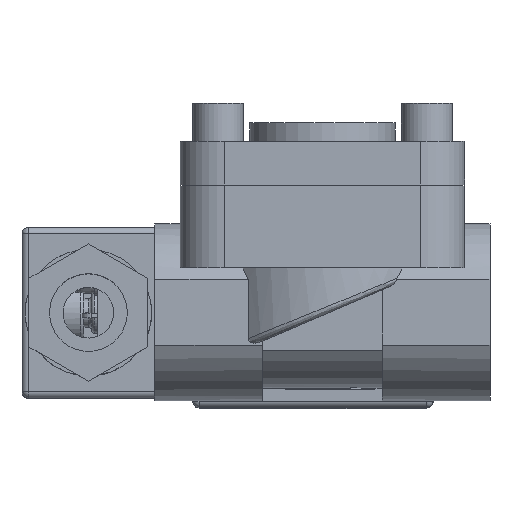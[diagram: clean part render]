
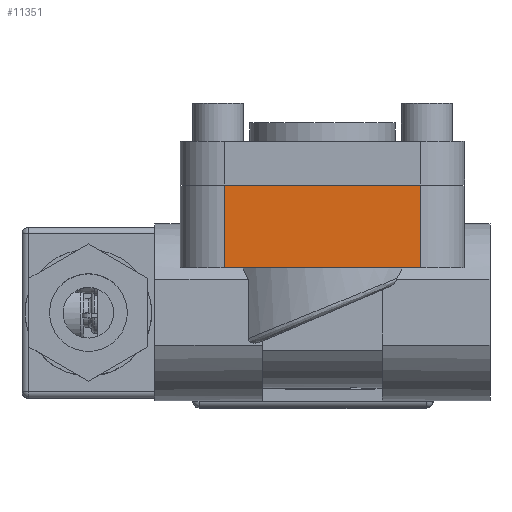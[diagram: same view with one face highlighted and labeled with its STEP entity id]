
A CAD part, top view. The second image highlights one B-rep face of the part: STEP entity #11351.
In plain terms, the highlighted planar face has unit normal (0, 0, 1).
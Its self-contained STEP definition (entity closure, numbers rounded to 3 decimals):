
#660=PLANE('',#12093);
#1101=FACE_OUTER_BOUND('',#1739,.T.);
#1739=EDGE_LOOP('',(#8340,#8341,#8342,#8343));
#2403=LINE('',#16955,#3454);
#2518=LINE('',#17266,#3569);
#2519=LINE('',#17269,#3570);
#2520=LINE('',#17270,#3571);
#3454=VECTOR('',#13371,10.);
#3569=VECTOR('',#13678,10.);
#3570=VECTOR('',#13681,10.);
#3571=VECTOR('',#13682,10.);
#5028=VERTEX_POINT('',#16952);
#5029=VERTEX_POINT('',#16954);
#5129=VERTEX_POINT('',#17264);
#5130=VERTEX_POINT('',#17268);
#6192=EDGE_CURVE('',#5029,#5028,#2403,.T.);
#6342=EDGE_CURVE('',#5028,#5129,#2518,.T.);
#6343=EDGE_CURVE('',#5130,#5129,#2519,.T.);
#6344=EDGE_CURVE('',#5029,#5130,#2520,.T.);
#8340=ORIENTED_EDGE('',*,*,#6192,.T.);
#8341=ORIENTED_EDGE('',*,*,#6342,.T.);
#8342=ORIENTED_EDGE('',*,*,#6343,.F.);
#8343=ORIENTED_EDGE('',*,*,#6344,.F.);
#11351=ADVANCED_FACE('',(#1101),#660,.T.);
#12093=AXIS2_PLACEMENT_3D('',#17267,#13679,#13680);
#13371=DIRECTION('',(1.,0.,0.));
#13678=DIRECTION('',(0.,1.,0.));
#13679=DIRECTION('center_axis',(0.,0.,1.));
#13680=DIRECTION('ref_axis',(1.,0.,0.));
#13681=DIRECTION('',(1.,0.,0.));
#13682=DIRECTION('',(0.,1.,0.));
#16952=CARTESIAN_POINT('',(15.5,0.,22.5));
#16954=CARTESIAN_POINT('',(-15.5,0.,22.5));
#16955=CARTESIAN_POINT('',(-15.5,0.,22.5));
#17264=CARTESIAN_POINT('',(15.5,13.,22.5));
#17266=CARTESIAN_POINT('',(15.5,0.,22.5));
#17267=CARTESIAN_POINT('Origin',(-15.5,0.,22.5));
#17268=CARTESIAN_POINT('',(-15.5,13.,22.5));
#17269=CARTESIAN_POINT('',(-15.5,13.,22.5));
#17270=CARTESIAN_POINT('',(-15.5,0.,22.5));
